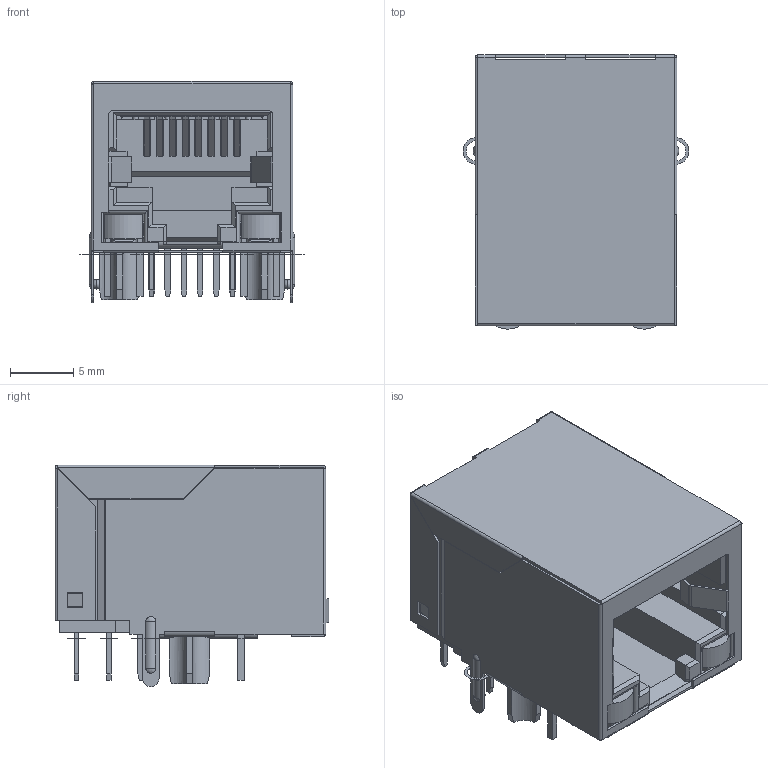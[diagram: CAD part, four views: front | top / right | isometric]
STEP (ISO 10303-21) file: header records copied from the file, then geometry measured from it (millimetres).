
FILE_DESCRIPTION(('FreeCAD Model'),'2;1');
FILE_NAME('Open CASCADE Shape Model','2024-04-05T14:32:10',(''),(''), 'Open CASCADE STEP processor 7.6','FreeCAD','Unknown');
FILE_SCHEMA(('AUTOMOTIVE_DESIGN { 1 0 10303 214 1 1 1 1 }'));
Length unit declared in the file: millimetre
Products named in the file (20): 064-0373-000_2; SOLID335; SOLID336; SOLID337; SOLID338; SOLID339; SOLID340; SOLID341; SOLID342; SOLID343; SOLID344; SOLID345; SOLID346; SOLID347; SOLID348; SOLID349; SOLID350; SOLID351; SOLID352; SOLID353
Assembly tree (19 placements, depth 2):
  064-0373-000_2
    SOLID335
    SOLID336
    SOLID337
    SOLID338
    SOLID339
    SOLID340
    SOLID341
    SOLID342
    SOLID343
    SOLID344
    SOLID345
    SOLID346
    SOLID347
    SOLID348
    SOLID349
    SOLID350
    SOLID351
    SOLID352
    SOLID353
Bounding box: 17.8 x 21.6 x 17.45 mm (x, y, z)
Volume: 2204.9 mm3; surface area: 7986.1 mm2
Topology: 19 solids, 19 shells, 2002 faces, 5948 edges, 3884 vertices
Faces by surface type: plane 1576, cylinder 378, cone 26, sphere 12, bspline 8, extrusion 2
Entity records: 80953 total; most frequent: CARTESIAN_POINT 12746, ORIENTED_EDGE 11874, DIRECTION 10644, EDGE_CURVE 5937, VECTOR 5066, LINE 5064, VERTEX_POINT 3884, AXIS2_PLACEMENT_3D 2789
